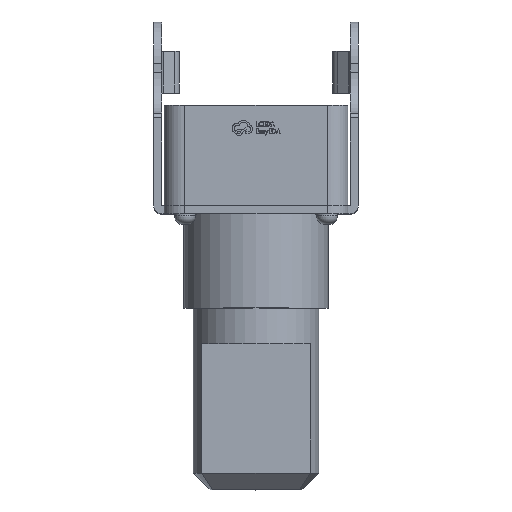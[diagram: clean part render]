
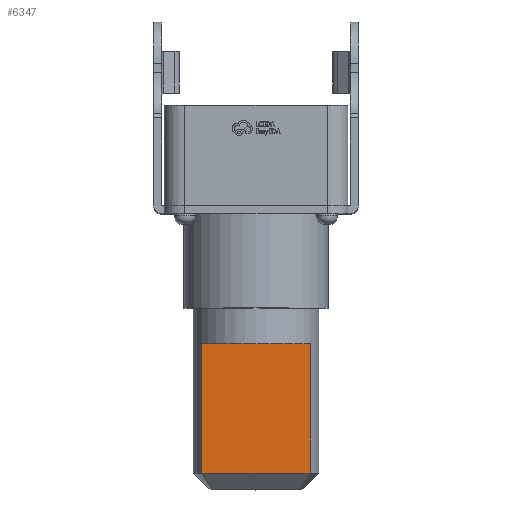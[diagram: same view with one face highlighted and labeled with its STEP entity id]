
A CAD part, top view. The second image highlights one B-rep face of the part: STEP entity #6347.
In plain terms, the highlighted planar face has unit normal (0, 0, 1).
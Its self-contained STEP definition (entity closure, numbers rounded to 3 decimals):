
#380 = VECTOR ( 'NONE', #10599, 1000. ) ;
#484 = DIRECTION ( 'NONE',  ( 0., 0., -1. ) ) ;
#877 = EDGE_CURVE ( 'NONE', #10571, #4423, #9223, .T. ) ;
#1069 = ORIENTED_EDGE ( 'NONE', *, *, #4468, .F. ) ;
#1128 = CARTESIAN_POINT ( 'NONE',  ( -2.598, -13.6, 2. ) ) ;
#1150 = DIRECTION ( 'NONE',  ( 1., 0., 0. ) ) ;
#2670 = LINE ( 'NONE', #8033, #8683 ) ;
#3844 = CARTESIAN_POINT ( 'NONE',  ( 5.6, -6.6, 2. ) ) ;
#3916 = CARTESIAN_POINT ( 'NONE',  ( 2.598, -6.6, 2. ) ) ;
#3993 = CARTESIAN_POINT ( 'NONE',  ( -2.598, -6.6, 2. ) ) ;
#4423 = VERTEX_POINT ( 'NONE', #3993 ) ;
#4468 = EDGE_CURVE ( 'NONE', #5547, #6773, #2670, .T. ) ;
#4593 = CARTESIAN_POINT ( 'NONE',  ( -2.598, -12.8, 2. ) ) ;
#5343 = ORIENTED_EDGE ( 'NONE', *, *, #877, .F. ) ;
#5429 = ORIENTED_EDGE ( 'NONE', *, *, #7339, .T. ) ;
#5547 = VERTEX_POINT ( 'NONE', #3916 ) ;
#5670 = DIRECTION ( 'NONE',  ( 0., -1., 0. ) ) ;
#5766 = EDGE_CURVE ( 'NONE', #10571, #6773, #6231, .T. ) ;
#5813 = ORIENTED_EDGE ( 'NONE', *, *, #5766, .T. ) ;
#6158 = VECTOR ( 'NONE', #1150, 1000. ) ;
#6159 = PLANE ( 'NONE',  #6181 ) ;
#6181 = AXIS2_PLACEMENT_3D ( 'NONE', #8812, #484, #16387 ) ;
#6231 = LINE ( 'NONE', #11535, #6158 ) ;
#6347 = ADVANCED_FACE ( 'NONE', ( #7365 ), #6159, .F. ) ;
#6773 = VERTEX_POINT ( 'NONE', #15997 ) ;
#7339 = EDGE_CURVE ( 'NONE', #5547, #4423, #17205, .T. ) ;
#7365 = FACE_OUTER_BOUND ( 'NONE', #9617, .T. ) ;
#8033 = CARTESIAN_POINT ( 'NONE',  ( 2.598, -13.6, 2. ) ) ;
#8683 = VECTOR ( 'NONE', #5670, 1000. ) ;
#8812 = CARTESIAN_POINT ( 'NONE',  ( 5.6, -13.6, 2. ) ) ;
#9223 = LINE ( 'NONE', #1128, #12730 ) ;
#9617 = EDGE_LOOP ( 'NONE', ( #5343, #5813, #1069, #5429 ) ) ;
#10571 = VERTEX_POINT ( 'NONE', #4593 ) ;
#10599 = DIRECTION ( 'NONE',  ( -1., 0., 0. ) ) ;
#11535 = CARTESIAN_POINT ( 'NONE',  ( 2.598, -12.8, 2. ) ) ;
#12730 = VECTOR ( 'NONE', #15814, 1000. ) ;
#15814 = DIRECTION ( 'NONE',  ( 0., 1., 0. ) ) ;
#15997 = CARTESIAN_POINT ( 'NONE',  ( 2.598, -12.8, 2. ) ) ;
#16387 = DIRECTION ( 'NONE',  ( 0., 1., 0. ) ) ;
#17205 = LINE ( 'NONE', #3844, #380 ) ;
